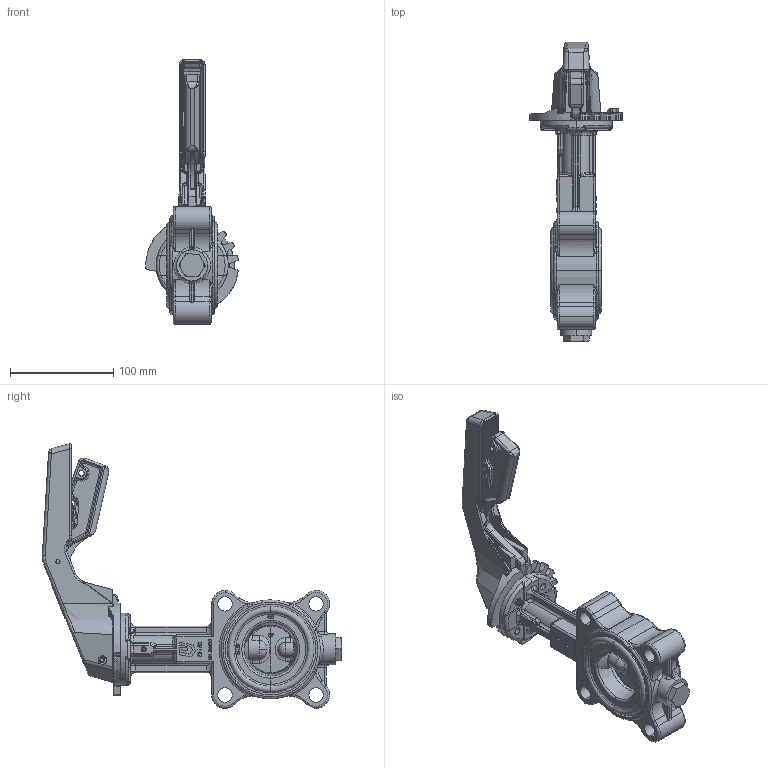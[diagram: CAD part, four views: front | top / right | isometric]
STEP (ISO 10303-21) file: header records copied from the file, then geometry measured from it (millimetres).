
FILE_DESCRIPTION (( 'STEP AP203' ), '1' );
FILE_NAME ('AK02_DN50.STEP', '2022-10-18T06:22:58', ( '' ), ( '' ), 'SwSTEP 2.0', 'SolidWorks 2021', '' );
FILE_SCHEMA (( 'CONFIG_CONTROL_DESIGN' ));
Products named in the file (12): 01AM4 ABO_7; 01AM4 ABO_3; 01AM4 ABO; 01AM4 ABO_2; 01AM4 ABO_8; Handhebel_DN32 bis DN100; AK02_DN50; 01AM4 ABO_4; AK02_DN050_OH; 01AM4 ABO_6; 01AM4 ABO_5; 01AM4 ABO_9
Assembly tree (11 placements, depth 3):
  AK02_DN50
    AK02_DN050_OH
    Handhebel_DN32 bis DN100
      01AM4 ABO_4
      01AM4 ABO_7
      01AM4 ABO_6
      01AM4 ABO_8
      01AM4 ABO
      01AM4 ABO_5
      01AM4 ABO_9
      01AM4 ABO_2
      01AM4 ABO_3
Bounding box: 89.54 x 290.56 x 256.74 mm (x, y, z)
Volume: 630175.5 mm3; surface area: 166470.3 mm2
Topology: 10 solids, 19 shells, 2345 faces, 5924 edges, 3632 vertices
Faces by surface type: plane 746, cylinder 684, bspline 520, torus 261, cone 96, sphere 38
Entity records: 104217 total; most frequent: CARTESIAN_POINT 50686, ORIENTED_EDGE 11716, DIRECTION 9852, EDGE_CURVE 5858, AXIS2_PLACEMENT_3D 3654, VERTEX_POINT 3631, LINE 2544, VECTOR 2544
